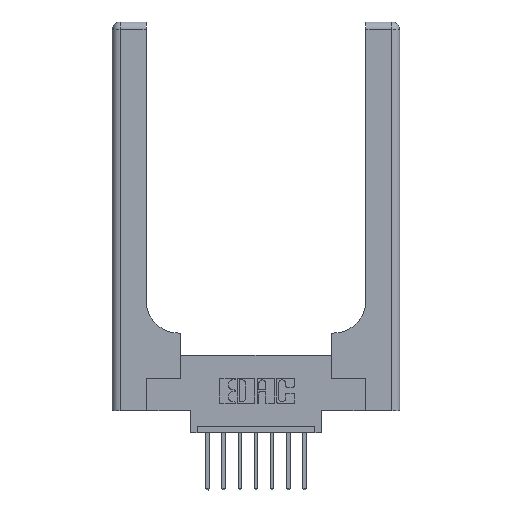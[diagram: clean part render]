
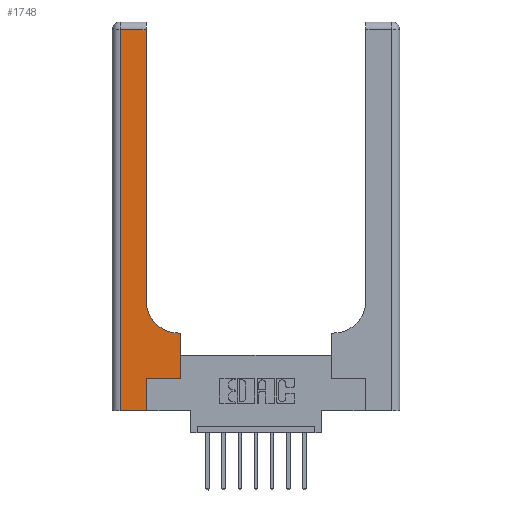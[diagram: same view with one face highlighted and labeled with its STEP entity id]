
A CAD part, top view. The second image highlights one B-rep face of the part: STEP entity #1748.
In plain terms, the highlighted planar face has unit normal (0, 0, 1).
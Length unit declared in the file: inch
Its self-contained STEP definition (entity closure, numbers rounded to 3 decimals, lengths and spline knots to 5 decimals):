
#105 = CARTESIAN_POINT ( 'NONE',  ( 0.26, 2.94, 0.37 ) ) ;
#536 = CARTESIAN_POINT ( 'NONE',  ( 0.265, 0., 0.37 ) ) ;
#599 = VERTEX_POINT ( 'NONE', #13575 ) ;
#1099 = EDGE_LOOP ( 'NONE', ( #9524, #8841, #13239, #3712, #13702, #6081, #2193, #12429, #9846 ) ) ;
#1276 = CIRCLE ( 'NONE', #3146, 0.25 ) ;
#1282 = DIRECTION ( 'NONE',  ( -1., 0., 0. ) ) ;
#1500 = LINE ( 'NONE', #9362, #7458 ) ;
#1505 = EDGE_CURVE ( 'NONE', #8246, #3030, #12729, .T. ) ;
#1748 = ADVANCED_FACE ( 'NONE', ( #12939 ), #6040, .F. ) ;
#1822 = EDGE_CURVE ( 'NONE', #3882, #8246, #14384, .T. ) ;
#2193 = ORIENTED_EDGE ( 'NONE', *, *, #7337, .T. ) ;
#2386 = CARTESIAN_POINT ( 'NONE',  ( 0., 2.94, 0.37 ) ) ;
#2739 = CARTESIAN_POINT ( 'NONE',  ( 0.26, 0.85, 0.37 ) ) ;
#2804 = CARTESIAN_POINT ( 'NONE',  ( 0.26, 0.6, 0.37 ) ) ;
#2856 = CARTESIAN_POINT ( 'NONE',  ( 0.528, 0.25, 0.37 ) ) ;
#2873 = DIRECTION ( 'NONE',  ( -1., 0., 0. ) ) ;
#3030 = VERTEX_POINT ( 'NONE', #6207 ) ;
#3053 = VERTEX_POINT ( 'NONE', #4191 ) ;
#3102 = LINE ( 'NONE', #2804, #10662 ) ;
#3146 = AXIS2_PLACEMENT_3D ( 'NONE', #11894, #9514, #8556 ) ;
#3518 = EDGE_CURVE ( 'NONE', #6542, #3053, #6228, .T. ) ;
#3712 = ORIENTED_EDGE ( 'NONE', *, *, #7285, .T. ) ;
#3882 = VERTEX_POINT ( 'NONE', #2739 ) ;
#4016 = VERTEX_POINT ( 'NONE', #12415 ) ;
#4074 = DIRECTION ( 'NONE',  ( 0., -1., 0. ) ) ;
#4191 = CARTESIAN_POINT ( 'NONE',  ( 0.265, 0.25, 0.37 ) ) ;
#4692 = AXIS2_PLACEMENT_3D ( 'NONE', #9483, #8452, #13211 ) ;
#5266 = CARTESIAN_POINT ( 'NONE',  ( 0.265, 0., 0.37 ) ) ;
#6040 = PLANE ( 'NONE',  #4692 ) ;
#6077 = DIRECTION ( 'NONE',  ( 1., 0., 0. ) ) ;
#6081 = ORIENTED_EDGE ( 'NONE', *, *, #7737, .T. ) ;
#6207 = CARTESIAN_POINT ( 'NONE',  ( 0.06, 2.94, 0.37 ) ) ;
#6228 = LINE ( 'NONE', #5266, #10171 ) ;
#6542 = VERTEX_POINT ( 'NONE', #536 ) ;
#6599 = CARTESIAN_POINT ( 'NONE',  ( 0.06, 0., 0.37 ) ) ;
#6621 = EDGE_CURVE ( 'NONE', #4016, #599, #3102, .T. ) ;
#6671 = LINE ( 'NONE', #8753, #7793 ) ;
#7209 = VECTOR ( 'NONE', #13851, 39.37008 ) ;
#7285 = EDGE_CURVE ( 'NONE', #14100, #6542, #14522, .T. ) ;
#7337 = EDGE_CURVE ( 'NONE', #9269, #4016, #11526, .T. ) ;
#7427 = DIRECTION ( 'NONE',  ( 0., 1., 0. ) ) ;
#7458 = VECTOR ( 'NONE', #6077, 39.37008 ) ;
#7737 = EDGE_CURVE ( 'NONE', #3053, #9269, #1500, .T. ) ;
#7793 = VECTOR ( 'NONE', #4074, 39.37008 ) ;
#7932 = VECTOR ( 'NONE', #13416, 39.37008 ) ;
#8246 = VERTEX_POINT ( 'NONE', #105 ) ;
#8452 = DIRECTION ( 'NONE',  ( 0., 0., -1. ) ) ;
#8556 = DIRECTION ( 'NONE',  ( 1., 0., 0. ) ) ;
#8598 = DIRECTION ( 'NONE',  ( 0., 1., 0. ) ) ;
#8753 = CARTESIAN_POINT ( 'NONE',  ( 0.06, 3., 0.37 ) ) ;
#8805 = CARTESIAN_POINT ( 'NONE',  ( 0., 0., 0.37 ) ) ;
#8841 = ORIENTED_EDGE ( 'NONE', *, *, #1505, .T. ) ;
#9147 = VECTOR ( 'NONE', #8598, 39.37008 ) ;
#9240 = CARTESIAN_POINT ( 'NONE',  ( 0.528, 0.25, 0.37 ) ) ;
#9269 = VERTEX_POINT ( 'NONE', #2856 ) ;
#9362 = CARTESIAN_POINT ( 'NONE',  ( 0.265, 0.25, 0.37 ) ) ;
#9483 = CARTESIAN_POINT ( 'NONE',  ( 0., 3., 0.37 ) ) ;
#9514 = DIRECTION ( 'NONE',  ( 0., 0., -1. ) ) ;
#9524 = ORIENTED_EDGE ( 'NONE', *, *, #1822, .T. ) ;
#9697 = CARTESIAN_POINT ( 'NONE',  ( 0.26, 3., 0.37 ) ) ;
#9846 = ORIENTED_EDGE ( 'NONE', *, *, #10259, .T. ) ;
#10171 = VECTOR ( 'NONE', #7427, 39.37008 ) ;
#10259 = EDGE_CURVE ( 'NONE', #599, #3882, #1276, .T. ) ;
#10662 = VECTOR ( 'NONE', #2873, 39.37008 ) ;
#11526 = LINE ( 'NONE', #9240, #7209 ) ;
#11894 = CARTESIAN_POINT ( 'NONE',  ( 0.51, 0.85, 0.37 ) ) ;
#12415 = CARTESIAN_POINT ( 'NONE',  ( 0.528, 0.6, 0.37 ) ) ;
#12429 = ORIENTED_EDGE ( 'NONE', *, *, #6621, .T. ) ;
#12729 = LINE ( 'NONE', #2386, #13606 ) ;
#12939 = FACE_OUTER_BOUND ( 'NONE', #1099, .T. ) ;
#13211 = DIRECTION ( 'NONE',  ( -1., 0., 0. ) ) ;
#13239 = ORIENTED_EDGE ( 'NONE', *, *, #14106, .T. ) ;
#13416 = DIRECTION ( 'NONE',  ( 1., 0., 0. ) ) ;
#13575 = CARTESIAN_POINT ( 'NONE',  ( 0.51, 0.6, 0.37 ) ) ;
#13606 = VECTOR ( 'NONE', #1282, 39.37008 ) ;
#13702 = ORIENTED_EDGE ( 'NONE', *, *, #3518, .T. ) ;
#13851 = DIRECTION ( 'NONE',  ( 0., 1., 0. ) ) ;
#14100 = VERTEX_POINT ( 'NONE', #6599 ) ;
#14106 = EDGE_CURVE ( 'NONE', #3030, #14100, #6671, .T. ) ;
#14384 = LINE ( 'NONE', #9697, #9147 ) ;
#14522 = LINE ( 'NONE', #8805, #7932 ) ;
